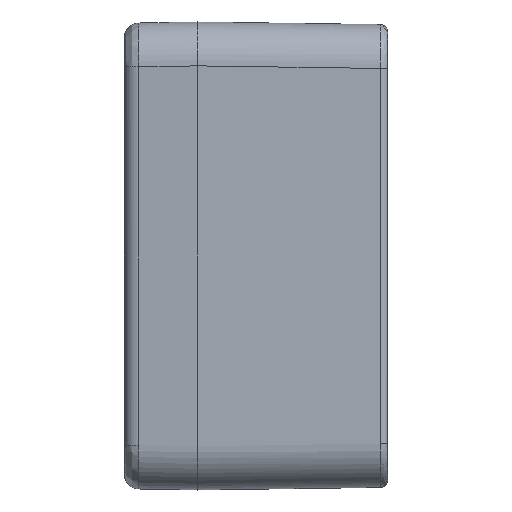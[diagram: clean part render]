
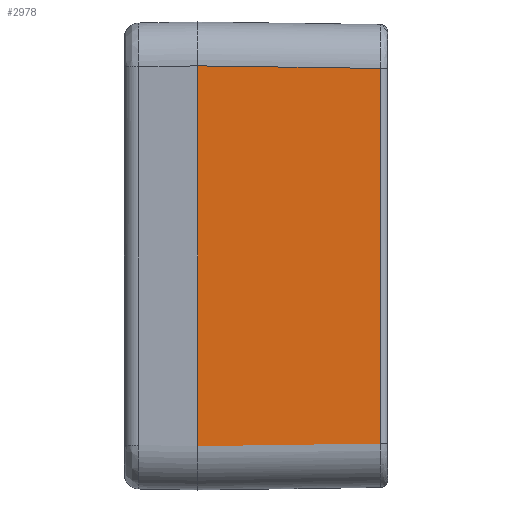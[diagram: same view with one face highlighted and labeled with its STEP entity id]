
A CAD part, left-side view. The second image highlights one B-rep face of the part: STEP entity #2978.
In plain terms, the highlighted planar face has unit normal (-1, -0.014, 0).
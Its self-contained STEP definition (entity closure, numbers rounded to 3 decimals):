
#173 = DIRECTION ( 'NONE',  ( 0., 0., -1. ) ) ;
#455 = CARTESIAN_POINT ( 'NONE',  ( -49., 26., -26.001 ) ) ;
#1473 = FACE_OUTER_BOUND ( 'NONE', #4160, .T. ) ;
#1588 = CARTESIAN_POINT ( 'NONE',  ( -49., 26., -26.001 ) ) ;
#2811 = VERTEX_POINT ( 'NONE', #9628 ) ;
#2978 = ADVANCED_FACE ( 'NONE', ( #1473 ), #15808, .T. ) ;
#3742 = ORIENTED_EDGE ( 'NONE', *, *, #8917, .F. ) ;
#4001 = DIRECTION ( 'NONE',  ( -1., -0.014, 0. ) ) ;
#4046 = VERTEX_POINT ( 'NONE', #18251 ) ;
#4160 = EDGE_LOOP ( 'NONE', ( #3742, #5235, #8793, #13426 ) ) ;
#4500 = CARTESIAN_POINT ( 'NONE',  ( -49., 26., -26.001 ) ) ;
#4914 = EDGE_CURVE ( 'NONE', #13467, #4046, #17341, .T. ) ;
#4941 = DIRECTION ( 'NONE',  ( 0.014, -1., 0.014 ) ) ;
#5235 = ORIENTED_EDGE ( 'NONE', *, *, #4914, .F. ) ;
#5494 = EDGE_CURVE ( 'NONE', #13467, #12487, #17783, .T. ) ;
#5908 = DIRECTION ( 'NONE',  ( 0., 0., 1. ) ) ;
#5985 = CARTESIAN_POINT ( 'NONE',  ( -48.651, 0.986, -25.651 ) ) ;
#7012 = LINE ( 'NONE', #14248, #13360 ) ;
#8385 = DIRECTION ( 'NONE',  ( -0.014, 1., 0. ) ) ;
#8793 = ORIENTED_EDGE ( 'NONE', *, *, #5494, .T. ) ;
#8917 = EDGE_CURVE ( 'NONE', #4046, #2811, #7012, .T. ) ;
#9628 = CARTESIAN_POINT ( 'NONE',  ( -48.651, 0.986, 25.651 ) ) ;
#9665 = VECTOR ( 'NONE', #4941, 1000. ) ;
#10861 = VECTOR ( 'NONE', #5908, 1000. ) ;
#11497 = EDGE_CURVE ( 'NONE', #2811, #12487, #11802, .T. ) ;
#11802 = LINE ( 'NONE', #17122, #16687 ) ;
#12277 = AXIS2_PLACEMENT_3D ( 'NONE', #12633, #4001, #8385 ) ;
#12487 = VERTEX_POINT ( 'NONE', #5985 ) ;
#12633 = CARTESIAN_POINT ( 'NONE',  ( -49., 26., -34.545 ) ) ;
#13360 = VECTOR ( 'NONE', #15921, 1000. ) ;
#13426 = ORIENTED_EDGE ( 'NONE', *, *, #11497, .F. ) ;
#13467 = VERTEX_POINT ( 'NONE', #1588 ) ;
#14248 = CARTESIAN_POINT ( 'NONE',  ( -49., 26., 26.001 ) ) ;
#15808 = PLANE ( 'NONE',  #12277 ) ;
#15921 = DIRECTION ( 'NONE',  ( 0.014, -1., -0.014 ) ) ;
#16687 = VECTOR ( 'NONE', #173, 1000. ) ;
#17122 = CARTESIAN_POINT ( 'NONE',  ( -48.651, 0.986, 25.651 ) ) ;
#17341 = LINE ( 'NONE', #4500, #10861 ) ;
#17783 = LINE ( 'NONE', #455, #9665 ) ;
#18251 = CARTESIAN_POINT ( 'NONE',  ( -49., 26., 26.001 ) ) ;
